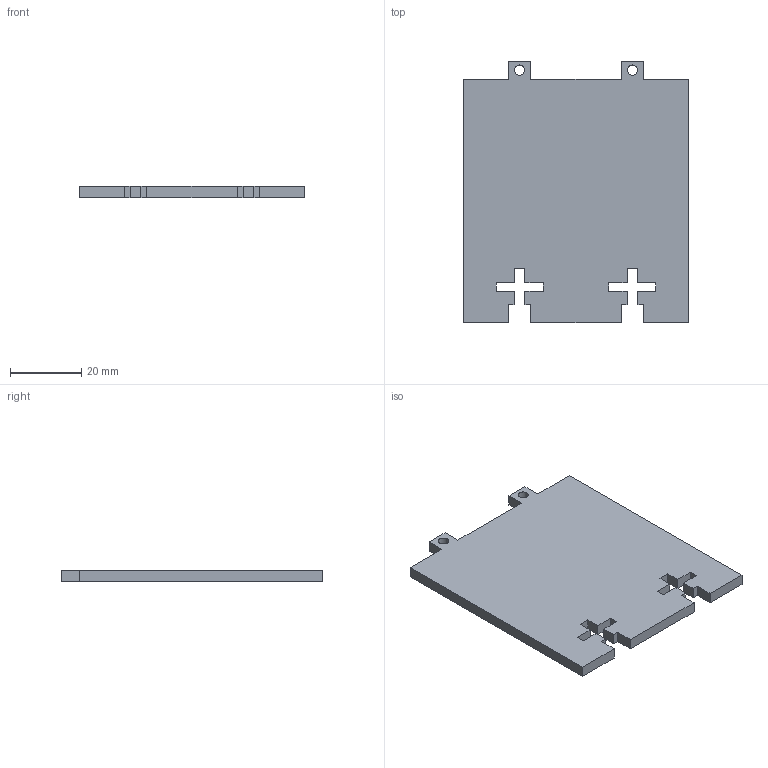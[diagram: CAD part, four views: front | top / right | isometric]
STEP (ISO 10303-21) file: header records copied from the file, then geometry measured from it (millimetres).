
FILE_DESCRIPTION( ( '' ), ' ' );
FILE_NAME( '592cd3f6137b7a0fd01bb0a4.step', '2017-05-30T02:07:51', ( '' ), ( '' ), ' ', ' ', ' ' );
FILE_SCHEMA( ( 'AUTOMOTIVE_DESIGN { 1 0 10303 214 1 1 1 1 }' ) );
Length unit declared in the file: metre
Products named in the file (1): Part 1
Bounding box: 63.5 x 73.66 x 3.17 mm (x, y, z)
Volume: 13434.8 mm3; surface area: 9745.9 mm2
Topology: 1 solids, 1 shells, 48 faces, 138 edges, 92 vertices
Faces by surface type: plane 46, cylinder 2
Full cylindrical faces by diameter (mm): 2.87 x2
Entity records: 1944 total; most frequent: CARTESIAN_POINT 277, ORIENTED_EDGE 272, DIRECTION 238, EDGE_CURVE 136, LINE 132, VECTOR 132, VERTEX_POINT 92, EDGE_LOOP 54
